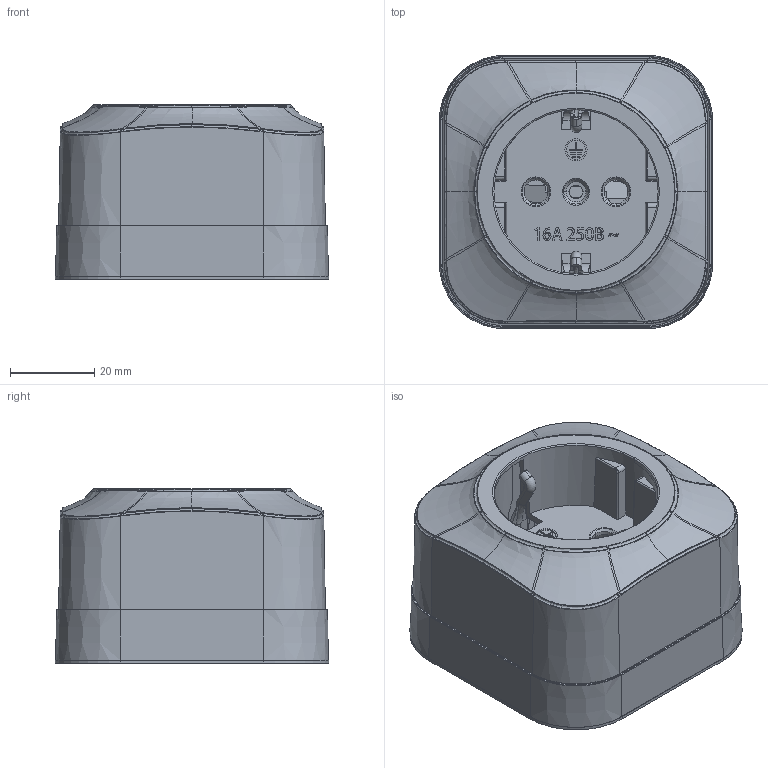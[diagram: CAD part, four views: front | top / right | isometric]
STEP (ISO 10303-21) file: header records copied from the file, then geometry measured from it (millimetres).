
FILE_DESCRIPTION (( 'STEP AP214' ), '1' );
FILE_NAME ('ERH13-K02-10_ERH10-K01-10(ðîçåòêà 1 ìåñòî ñ_áåç øòîðîê è ñ çåìëåé).STEP', '2024-10-28T12:07:38', ( '' ), ( '' ), 'SwSTEP 2.0', 'SolidWorks 2022', '' );
FILE_SCHEMA (( 'AUTOMOTIVE_DESIGN' ));
Length unit declared in the file: millimetre
Products named in the file (9): LD-3X18_^73F-1 3__________.STEP; ______________________.SLDPRT.STEP; ERH13-K02-10_ERH10-K01-10(розетка 1 место с_без шторок и с землей); 73F3____________________.STEP; 73F-1 ________.STEP; 73F-1 ________-0.STEP; 73B______.STEP; ______________-1.STEP; ______________.STEP
Assembly tree (7 placements, depth 4):
  LD-3X18_^73F-1 3__________.STEP
  ERH13-K02-10_ERH10-K01-10(розетка 1 место с_без шторок и с землей)
    73F3____________________.STEP
      ______________________.SLDPRT.STEP
        ______________.STEP
    73F-1 ________.STEP
    73F-1 ________-0.STEP
    73B______.STEP
    ______________-1.STEP
Bounding box: 64.9 x 64.9 x 41.3 mm (x, y, z)
Volume: 22910.7 mm3; surface area: 41431.8 mm2
Topology: 5 solids, 5 shells, 1740 faces, 4462 edges, 2779 vertices
Faces by surface type: plane 696, bspline 540, cylinder 274, cone 154, torus 68, sphere 8
Entity records: 86371 total; most frequent: CARTESIAN_POINT 48006, ORIENTED_EDGE 8920, DIRECTION 6554, EDGE_CURVE 4460, VERTEX_POINT 2779, AXIS2_PLACEMENT_3D 2222, VECTOR 2110, LINE 2110
